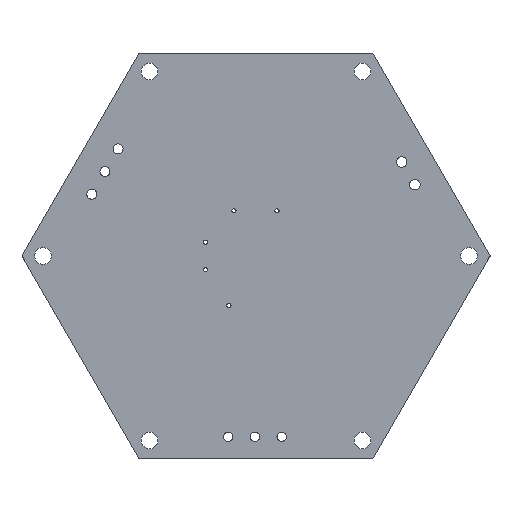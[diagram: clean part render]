
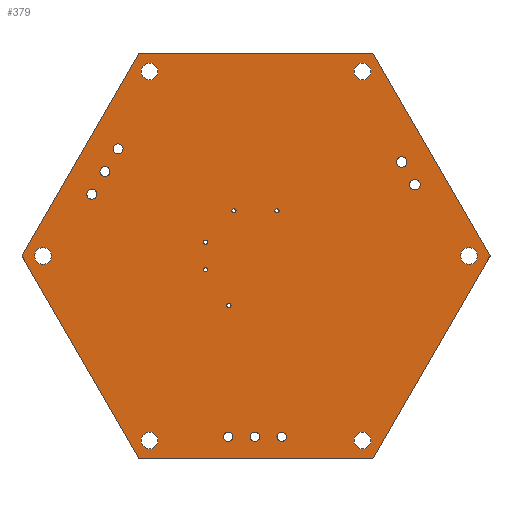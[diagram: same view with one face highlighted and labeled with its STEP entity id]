
A CAD part, top view. The second image highlights one B-rep face of the part: STEP entity #379.
In plain terms, the highlighted planar face has unit normal (0, 0, 1).
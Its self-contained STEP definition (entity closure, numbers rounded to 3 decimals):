
#42 = VERTEX_POINT('',#43);
#43 = CARTESIAN_POINT('',(126.04,-58.01,1.6));
#49 = EDGE_CURVE('',#42,#50,#52,.T.);
#50 = VERTEX_POINT('',#51);
#51 = CARTESIAN_POINT('',(114.89,-77.32,1.6));
#52 = LINE('',#53,#54);
#53 = CARTESIAN_POINT('',(126.04,-58.01,1.6));
#54 = VECTOR('',#55,1.);
#55 = DIRECTION('',(-0.5,-0.866,0.));
#82 = VERTEX_POINT('',#83);
#83 = CARTESIAN_POINT('',(114.89,-38.7,1.6));
#89 = EDGE_CURVE('',#82,#42,#90,.T.);
#90 = LINE('',#91,#92);
#91 = CARTESIAN_POINT('',(114.89,-38.7,1.6));
#92 = VECTOR('',#93,1.);
#93 = DIRECTION('',(0.5,-0.866,0.));
#111 = EDGE_CURVE('',#50,#112,#114,.T.);
#112 = VERTEX_POINT('',#113);
#113 = CARTESIAN_POINT('',(92.59,-77.32,1.6));
#114 = LINE('',#115,#116);
#115 = CARTESIAN_POINT('',(114.89,-77.32,1.6));
#116 = VECTOR('',#117,1.);
#117 = DIRECTION('',(-1.,0.,0.));
#379 = ADVANCED_FACE('',(#380,#407,#418,#429,#440,#451,#462,#473,#484,
    #495,#506,#517,#528,#539,#550,#561,#572,#583,#594,#605),#616,.F.);
#380 = FACE_BOUND('',#381,.F.);
#381 = EDGE_LOOP('',(#382,#383,#384,#392,#400,#406));
#382 = ORIENTED_EDGE('',*,*,#49,.T.);
#383 = ORIENTED_EDGE('',*,*,#111,.T.);
#384 = ORIENTED_EDGE('',*,*,#385,.T.);
#385 = EDGE_CURVE('',#112,#386,#388,.T.);
#386 = VERTEX_POINT('',#387);
#387 = CARTESIAN_POINT('',(81.45,-58.01,1.6));
#388 = LINE('',#389,#390);
#389 = CARTESIAN_POINT('',(92.59,-77.32,1.6));
#390 = VECTOR('',#391,1.);
#391 = DIRECTION('',(-0.5,0.866,0.));
#392 = ORIENTED_EDGE('',*,*,#393,.T.);
#393 = EDGE_CURVE('',#386,#394,#396,.T.);
#394 = VERTEX_POINT('',#395);
#395 = CARTESIAN_POINT('',(92.59,-38.7,1.6));
#396 = LINE('',#397,#398);
#397 = CARTESIAN_POINT('',(81.45,-58.01,1.6));
#398 = VECTOR('',#399,1.);
#399 = DIRECTION('',(0.5,0.866,0.));
#400 = ORIENTED_EDGE('',*,*,#401,.T.);
#401 = EDGE_CURVE('',#394,#82,#402,.T.);
#402 = LINE('',#403,#404);
#403 = CARTESIAN_POINT('',(92.59,-38.7,1.6));
#404 = VECTOR('',#405,1.);
#405 = DIRECTION('',(1.,0.,0.));
#406 = ORIENTED_EDGE('',*,*,#89,.T.);
#407 = FACE_BOUND('',#408,.F.);
#408 = EDGE_LOOP('',(#409));
#409 = ORIENTED_EDGE('',*,*,#410,.T.);
#410 = EDGE_CURVE('',#411,#411,#413,.T.);
#411 = VERTEX_POINT('',#412);
#412 = CARTESIAN_POINT('',(114.69,-75.59,1.6));
#413 = CIRCLE('',#414,0.8);
#414 = AXIS2_PLACEMENT_3D('',#415,#416,#417);
#415 = CARTESIAN_POINT('',(113.89,-75.59,1.6));
#416 = DIRECTION('',(0.,0.,1.));
#417 = DIRECTION('',(1.,0.,-0.));
#418 = FACE_BOUND('',#419,.F.);
#419 = EDGE_LOOP('',(#420));
#420 = ORIENTED_EDGE('',*,*,#421,.F.);
#421 = EDGE_CURVE('',#422,#422,#424,.T.);
#422 = VERTEX_POINT('',#423);
#423 = CARTESIAN_POINT('',(106.188,-75.695,1.6));
#424 = CIRCLE('',#425,0.445);
#425 = AXIS2_PLACEMENT_3D('',#426,#427,#428);
#426 = CARTESIAN_POINT('',(106.188,-75.25,1.6));
#427 = DIRECTION('',(-0.,0.,-1.));
#428 = DIRECTION('',(-0.,-1.,0.));
#429 = FACE_BOUND('',#430,.F.);
#430 = EDGE_LOOP('',(#431));
#431 = ORIENTED_EDGE('',*,*,#432,.F.);
#432 = EDGE_CURVE('',#433,#433,#435,.T.);
#433 = VERTEX_POINT('',#434);
#434 = CARTESIAN_POINT('',(103.648,-75.695,1.6));
#435 = CIRCLE('',#436,0.445);
#436 = AXIS2_PLACEMENT_3D('',#437,#438,#439);
#437 = CARTESIAN_POINT('',(103.648,-75.25,1.6));
#438 = DIRECTION('',(-0.,0.,-1.));
#439 = DIRECTION('',(0.,-1.,0.));
#440 = FACE_BOUND('',#441,.F.);
#441 = EDGE_LOOP('',(#442));
#442 = ORIENTED_EDGE('',*,*,#443,.F.);
#443 = EDGE_CURVE('',#444,#444,#446,.T.);
#444 = VERTEX_POINT('',#445);
#445 = CARTESIAN_POINT('',(101.108,-75.695,1.6));
#446 = CIRCLE('',#447,0.445);
#447 = AXIS2_PLACEMENT_3D('',#448,#449,#450);
#448 = CARTESIAN_POINT('',(101.108,-75.25,1.6));
#449 = DIRECTION('',(-0.,0.,-1.));
#450 = DIRECTION('',(-0.,-1.,0.));
#451 = FACE_BOUND('',#452,.F.);
#452 = EDGE_LOOP('',(#453));
#453 = ORIENTED_EDGE('',*,*,#454,.T.);
#454 = EDGE_CURVE('',#455,#455,#457,.T.);
#455 = VERTEX_POINT('',#456);
#456 = CARTESIAN_POINT('',(94.39,-75.59,1.6));
#457 = CIRCLE('',#458,0.8);
#458 = AXIS2_PLACEMENT_3D('',#459,#460,#461);
#459 = CARTESIAN_POINT('',(93.59,-75.59,1.6));
#460 = DIRECTION('',(0.,0.,1.));
#461 = DIRECTION('',(1.,0.,-0.));
#462 = FACE_BOUND('',#463,.F.);
#463 = EDGE_LOOP('',(#464));
#464 = ORIENTED_EDGE('',*,*,#465,.F.);
#465 = EDGE_CURVE('',#466,#466,#468,.T.);
#466 = VERTEX_POINT('',#467);
#467 = CARTESIAN_POINT('',(101.165,-62.935,1.6));
#468 = CIRCLE('',#469,0.2);
#469 = AXIS2_PLACEMENT_3D('',#470,#471,#472);
#470 = CARTESIAN_POINT('',(101.165,-62.735,1.6));
#471 = DIRECTION('',(-0.,0.,-1.));
#472 = DIRECTION('',(0.,-1.,-0.));
#473 = FACE_BOUND('',#474,.F.);
#474 = EDGE_LOOP('',(#475));
#475 = ORIENTED_EDGE('',*,*,#476,.F.);
#476 = EDGE_CURVE('',#477,#477,#479,.T.);
#477 = VERTEX_POINT('',#478);
#478 = CARTESIAN_POINT('',(98.94,-59.51,1.6));
#479 = CIRCLE('',#480,0.2);
#480 = AXIS2_PLACEMENT_3D('',#481,#482,#483);
#481 = CARTESIAN_POINT('',(98.94,-59.31,1.6));
#482 = DIRECTION('',(-0.,0.,-1.));
#483 = DIRECTION('',(-0.,-1.,0.));
#484 = FACE_BOUND('',#485,.F.);
#485 = EDGE_LOOP('',(#486));
#486 = ORIENTED_EDGE('',*,*,#487,.T.);
#487 = EDGE_CURVE('',#488,#488,#490,.T.);
#488 = VERTEX_POINT('',#489);
#489 = CARTESIAN_POINT('',(124.84,-58.01,1.6));
#490 = CIRCLE('',#491,0.8);
#491 = AXIS2_PLACEMENT_3D('',#492,#493,#494);
#492 = CARTESIAN_POINT('',(124.04,-58.01,1.6));
#493 = DIRECTION('',(0.,0.,1.));
#494 = DIRECTION('',(1.,0.,-0.));
#495 = FACE_BOUND('',#496,.F.);
#496 = EDGE_LOOP('',(#497));
#497 = ORIENTED_EDGE('',*,*,#498,.F.);
#498 = EDGE_CURVE('',#499,#499,#501,.T.);
#499 = VERTEX_POINT('',#500);
#500 = CARTESIAN_POINT('',(118.88,-51.72,1.6));
#501 = CIRCLE('',#502,0.5);
#502 = AXIS2_PLACEMENT_3D('',#503,#504,#505);
#503 = CARTESIAN_POINT('',(118.88,-51.22,1.6));
#504 = DIRECTION('',(-0.,0.,-1.));
#505 = DIRECTION('',(-0.,-1.,0.));
#506 = FACE_BOUND('',#507,.F.);
#507 = EDGE_LOOP('',(#508));
#508 = ORIENTED_EDGE('',*,*,#509,.F.);
#509 = EDGE_CURVE('',#510,#510,#512,.T.);
#510 = VERTEX_POINT('',#511);
#511 = CARTESIAN_POINT('',(117.63,-49.555,1.6));
#512 = CIRCLE('',#513,0.5);
#513 = AXIS2_PLACEMENT_3D('',#514,#515,#516);
#514 = CARTESIAN_POINT('',(117.63,-49.055,1.6));
#515 = DIRECTION('',(-0.,0.,-1.));
#516 = DIRECTION('',(-0.,-1.,0.));
#517 = FACE_BOUND('',#518,.F.);
#518 = EDGE_LOOP('',(#519));
#519 = ORIENTED_EDGE('',*,*,#520,.F.);
#520 = EDGE_CURVE('',#521,#521,#523,.T.);
#521 = VERTEX_POINT('',#522);
#522 = CARTESIAN_POINT('',(105.74,-53.91,1.6));
#523 = CIRCLE('',#524,0.2);
#524 = AXIS2_PLACEMENT_3D('',#525,#526,#527);
#525 = CARTESIAN_POINT('',(105.74,-53.71,1.6));
#526 = DIRECTION('',(-0.,0.,-1.));
#527 = DIRECTION('',(0.,-1.,0.));
#528 = FACE_BOUND('',#529,.F.);
#529 = EDGE_LOOP('',(#530));
#530 = ORIENTED_EDGE('',*,*,#531,.T.);
#531 = EDGE_CURVE('',#532,#532,#534,.T.);
#532 = VERTEX_POINT('',#533);
#533 = CARTESIAN_POINT('',(114.69,-40.43,1.6));
#534 = CIRCLE('',#535,0.8);
#535 = AXIS2_PLACEMENT_3D('',#536,#537,#538);
#536 = CARTESIAN_POINT('',(113.89,-40.43,1.6));
#537 = DIRECTION('',(0.,0.,1.));
#538 = DIRECTION('',(1.,0.,-0.));
#539 = FACE_BOUND('',#540,.F.);
#540 = EDGE_LOOP('',(#541));
#541 = ORIENTED_EDGE('',*,*,#542,.F.);
#542 = EDGE_CURVE('',#543,#543,#545,.T.);
#543 = VERTEX_POINT('',#544);
#544 = CARTESIAN_POINT('',(98.94,-56.91,1.6));
#545 = CIRCLE('',#546,0.2);
#546 = AXIS2_PLACEMENT_3D('',#547,#548,#549);
#547 = CARTESIAN_POINT('',(98.94,-56.71,1.6));
#548 = DIRECTION('',(-0.,0.,-1.));
#549 = DIRECTION('',(-0.,-1.,0.));
#550 = FACE_BOUND('',#551,.F.);
#551 = EDGE_LOOP('',(#552));
#552 = ORIENTED_EDGE('',*,*,#553,.F.);
#553 = EDGE_CURVE('',#554,#554,#556,.T.);
#554 = VERTEX_POINT('',#555);
#555 = CARTESIAN_POINT('',(101.64,-53.91,1.6));
#556 = CIRCLE('',#557,0.2);
#557 = AXIS2_PLACEMENT_3D('',#558,#559,#560);
#558 = CARTESIAN_POINT('',(101.64,-53.71,1.6));
#559 = DIRECTION('',(-0.,0.,-1.));
#560 = DIRECTION('',(-0.,-1.,0.));
#561 = FACE_BOUND('',#562,.F.);
#562 = EDGE_LOOP('',(#563));
#563 = ORIENTED_EDGE('',*,*,#564,.T.);
#564 = EDGE_CURVE('',#565,#565,#567,.T.);
#565 = VERTEX_POINT('',#566);
#566 = CARTESIAN_POINT('',(84.25,-58.01,1.6));
#567 = CIRCLE('',#568,0.8);
#568 = AXIS2_PLACEMENT_3D('',#569,#570,#571);
#569 = CARTESIAN_POINT('',(83.45,-58.01,1.6));
#570 = DIRECTION('',(0.,0.,1.));
#571 = DIRECTION('',(1.,0.,-0.));
#572 = FACE_BOUND('',#573,.F.);
#573 = EDGE_LOOP('',(#574));
#574 = ORIENTED_EDGE('',*,*,#575,.F.);
#575 = EDGE_CURVE('',#576,#576,#578,.T.);
#576 = VERTEX_POINT('',#577);
#577 = CARTESIAN_POINT('',(88.1,-52.605,1.6));
#578 = CIRCLE('',#579,0.475);
#579 = AXIS2_PLACEMENT_3D('',#580,#581,#582);
#580 = CARTESIAN_POINT('',(88.1,-52.13,1.6));
#581 = DIRECTION('',(-0.,0.,-1.));
#582 = DIRECTION('',(-0.,-1.,0.));
#583 = FACE_BOUND('',#584,.F.);
#584 = EDGE_LOOP('',(#585));
#585 = ORIENTED_EDGE('',*,*,#586,.F.);
#586 = EDGE_CURVE('',#587,#587,#589,.T.);
#587 = VERTEX_POINT('',#588);
#588 = CARTESIAN_POINT('',(89.35,-50.44,1.6));
#589 = CIRCLE('',#590,0.475);
#590 = AXIS2_PLACEMENT_3D('',#591,#592,#593);
#591 = CARTESIAN_POINT('',(89.35,-49.965,1.6));
#592 = DIRECTION('',(-0.,0.,-1.));
#593 = DIRECTION('',(-0.,-1.,0.));
#594 = FACE_BOUND('',#595,.F.);
#595 = EDGE_LOOP('',(#596));
#596 = ORIENTED_EDGE('',*,*,#597,.T.);
#597 = EDGE_CURVE('',#598,#598,#600,.T.);
#598 = VERTEX_POINT('',#599);
#599 = CARTESIAN_POINT('',(94.39,-40.43,1.6));
#600 = CIRCLE('',#601,0.8);
#601 = AXIS2_PLACEMENT_3D('',#602,#603,#604);
#602 = CARTESIAN_POINT('',(93.59,-40.43,1.6));
#603 = DIRECTION('',(0.,0.,1.));
#604 = DIRECTION('',(1.,0.,-0.));
#605 = FACE_BOUND('',#606,.F.);
#606 = EDGE_LOOP('',(#607));
#607 = ORIENTED_EDGE('',*,*,#608,.F.);
#608 = EDGE_CURVE('',#609,#609,#611,.T.);
#609 = VERTEX_POINT('',#610);
#610 = CARTESIAN_POINT('',(90.6,-48.275,1.6));
#611 = CIRCLE('',#612,0.475);
#612 = AXIS2_PLACEMENT_3D('',#613,#614,#615);
#613 = CARTESIAN_POINT('',(90.6,-47.8,1.6));
#614 = DIRECTION('',(-0.,0.,-1.));
#615 = DIRECTION('',(-0.,-1.,0.));
#616 = PLANE('',#617);
#617 = AXIS2_PLACEMENT_3D('',#618,#619,#620);
#618 = CARTESIAN_POINT('',(103.743,-58.01,1.6));
#619 = DIRECTION('',(-0.,-0.,-1.));
#620 = DIRECTION('',(-1.,0.,0.));
